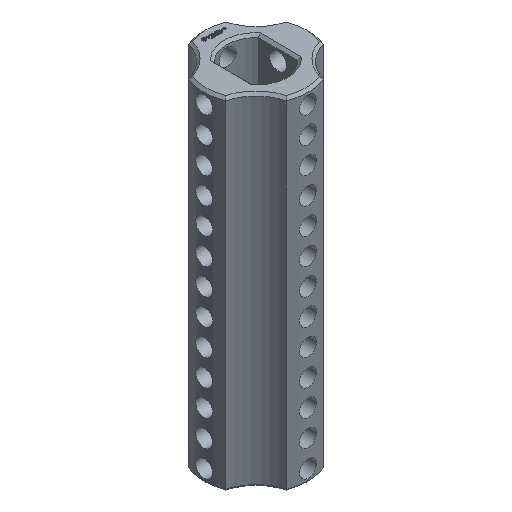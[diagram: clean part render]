
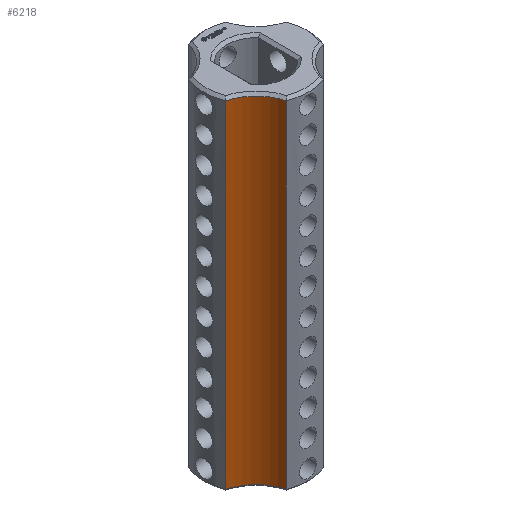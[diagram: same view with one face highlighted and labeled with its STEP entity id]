
A CAD part, isometric view. The second image highlights one B-rep face of the part: STEP entity #6218.
In plain terms, the highlighted cylindrical face has radius 5 mm (diameter 10 mm), a partial arc.
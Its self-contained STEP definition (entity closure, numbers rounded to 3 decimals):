
#1523 = EDGE_CURVE('',#1524,#1526,#1528,.T.);
#1524 = VERTEX_POINT('',#1525);
#1525 = CARTESIAN_POINT('',(-2.225,-5.841,0.3));
#1526 = VERTEX_POINT('',#1527);
#1527 = CARTESIAN_POINT('',(-2.225,-5.841,40.325));
#1528 = LINE('',#1529,#1530);
#1529 = CARTESIAN_POINT('',(-2.225,-5.841,0.));
#1530 = VECTOR('',#1531,1.);
#1531 = DIRECTION('',(0.,0.,1.));
#6218 = ADVANCED_FACE('',(#6219),#6246,.F.);
#6219 = FACE_BOUND('',#6220,.T.);
#6220 = EDGE_LOOP('',(#6221,#6222,#6231,#6239));
#6221 = ORIENTED_EDGE('',*,*,#1523,.T.);
#6222 = ORIENTED_EDGE('',*,*,#6223,.T.);
#6223 = EDGE_CURVE('',#1526,#6224,#6226,.T.);
#6224 = VERTEX_POINT('',#6225);
#6225 = CARTESIAN_POINT('',(-5.841,-2.225,40.325));
#6226 = CIRCLE('',#6227,5.);
#6227 = AXIS2_PLACEMENT_3D('',#6228,#6229,#6230);
#6228 = CARTESIAN_POINT('',(-7.071,-7.071,40.325));
#6229 = DIRECTION('',(0.,-0.,1.));
#6230 = DIRECTION('',(0.969,0.246,0.));
#6231 = ORIENTED_EDGE('',*,*,#6232,.F.);
#6232 = EDGE_CURVE('',#6233,#6224,#6235,.T.);
#6233 = VERTEX_POINT('',#6234);
#6234 = CARTESIAN_POINT('',(-5.841,-2.225,0.3));
#6235 = LINE('',#6236,#6237);
#6236 = CARTESIAN_POINT('',(-5.841,-2.225,0.));
#6237 = VECTOR('',#6238,1.);
#6238 = DIRECTION('',(0.,0.,1.));
#6239 = ORIENTED_EDGE('',*,*,#6240,.F.);
#6240 = EDGE_CURVE('',#1524,#6233,#6241,.T.);
#6241 = CIRCLE('',#6242,5.);
#6242 = AXIS2_PLACEMENT_3D('',#6243,#6244,#6245);
#6243 = CARTESIAN_POINT('',(-7.071,-7.071,0.3));
#6244 = DIRECTION('',(0.,-0.,1.));
#6245 = DIRECTION('',(0.969,0.246,0.));
#6246 = CYLINDRICAL_SURFACE('',#6247,5.);
#6247 = AXIS2_PLACEMENT_3D('',#6248,#6249,#6250);
#6248 = CARTESIAN_POINT('',(-7.071,-7.071,0.));
#6249 = DIRECTION('',(-0.,-0.,-1.));
#6250 = DIRECTION('',(1.,0.,0.));
